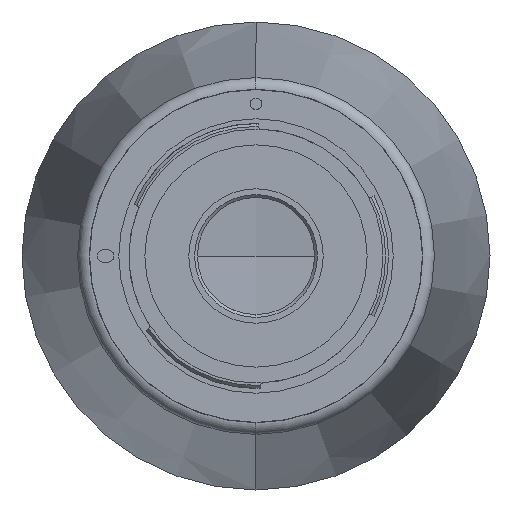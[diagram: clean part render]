
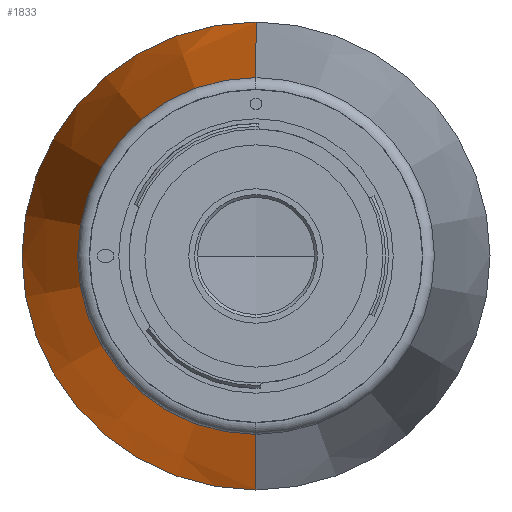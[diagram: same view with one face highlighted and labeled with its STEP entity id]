
A CAD part, left-side view. The second image highlights one B-rep face of the part: STEP entity #1833.
In plain terms, the highlighted conical face has half-angle 8.65 degrees and reference radius 25.985 mm.
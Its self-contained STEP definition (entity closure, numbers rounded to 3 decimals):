
#295 = ORIENTED_EDGE ( 'NONE', *, *, #2458, .T. ) ;
#422 = CONICAL_SURFACE ( 'NONE', #5835, 25.985, 0.151 ) ;
#573 = DIRECTION ( 'NONE',  ( 0., 0., -1. ) ) ;
#605 = LINE ( 'NONE', #6576, #1981 ) ;
#622 = EDGE_LOOP ( 'NONE', ( #295, #4153, #6283, #5439 ) ) ;
#687 = CARTESIAN_POINT ( 'NONE',  ( 122.176, 0., 25.985 ) ) ;
#856 = DIRECTION ( 'NONE',  ( 1., 0., 0. ) ) ;
#997 = CARTESIAN_POINT ( 'NONE',  ( 122.176, 0., -25.985 ) ) ;
#1049 = DIRECTION ( 'NONE',  ( 1., 0., 0. ) ) ;
#1071 = CARTESIAN_POINT ( 'NONE',  ( 122.176, 0., 0. ) ) ;
#1100 = VERTEX_POINT ( 'NONE', #6609 ) ;
#1291 = VERTEX_POINT ( 'NONE', #6292 ) ;
#1320 = CARTESIAN_POINT ( 'NONE',  ( 214.306, 0., 0. ) ) ;
#1428 = CIRCLE ( 'NONE', #3193, 25.985 ) ;
#1832 = DIRECTION ( 'NONE',  ( 0., 0., -1. ) ) ;
#1833 = ADVANCED_FACE ( 'NONE', ( #3796 ), #422, .T. ) ;
#1981 = VECTOR ( 'NONE', #2978, 1000. ) ;
#2021 = EDGE_CURVE ( 'NONE', #2235, #1291, #5803, .T. ) ;
#2235 = VERTEX_POINT ( 'NONE', #6119 ) ;
#2458 = EDGE_CURVE ( 'NONE', #1100, #5674, #1428, .T. ) ;
#2818 = EDGE_CURVE ( 'NONE', #1100, #2235, #2852, .T. ) ;
#2852 = LINE ( 'NONE', #997, #3332 ) ;
#2895 = EDGE_CURVE ( 'NONE', #5674, #1291, #605, .T. ) ;
#2978 = DIRECTION ( 'NONE',  ( 0.989, 0., 0.15 ) ) ;
#3193 = AXIS2_PLACEMENT_3D ( 'NONE', #3933, #856, #4435 ) ;
#3332 = VECTOR ( 'NONE', #4915, 1000. ) ;
#3796 = FACE_OUTER_BOUND ( 'NONE', #622, .T. ) ;
#3933 = CARTESIAN_POINT ( 'NONE',  ( 122.176, 0., 0. ) ) ;
#4153 = ORIENTED_EDGE ( 'NONE', *, *, #2895, .T. ) ;
#4435 = DIRECTION ( 'NONE',  ( 0., 0., -1. ) ) ;
#4887 = DIRECTION ( 'NONE',  ( 1., 0., 0. ) ) ;
#4915 = DIRECTION ( 'NONE',  ( 0.989, 0., -0.15 ) ) ;
#4997 = AXIS2_PLACEMENT_3D ( 'NONE', #1320, #4887, #1832 ) ;
#5439 = ORIENTED_EDGE ( 'NONE', *, *, #2818, .F. ) ;
#5674 = VERTEX_POINT ( 'NONE', #687 ) ;
#5803 = CIRCLE ( 'NONE', #4997, 40. ) ;
#5835 = AXIS2_PLACEMENT_3D ( 'NONE', #1071, #1049, #573 ) ;
#6119 = CARTESIAN_POINT ( 'NONE',  ( 214.306, 0., -40. ) ) ;
#6283 = ORIENTED_EDGE ( 'NONE', *, *, #2021, .F. ) ;
#6292 = CARTESIAN_POINT ( 'NONE',  ( 214.306, 0., 40. ) ) ;
#6576 = CARTESIAN_POINT ( 'NONE',  ( 122.176, 0., 25.985 ) ) ;
#6609 = CARTESIAN_POINT ( 'NONE',  ( 122.176, 0., -25.985 ) ) ;
